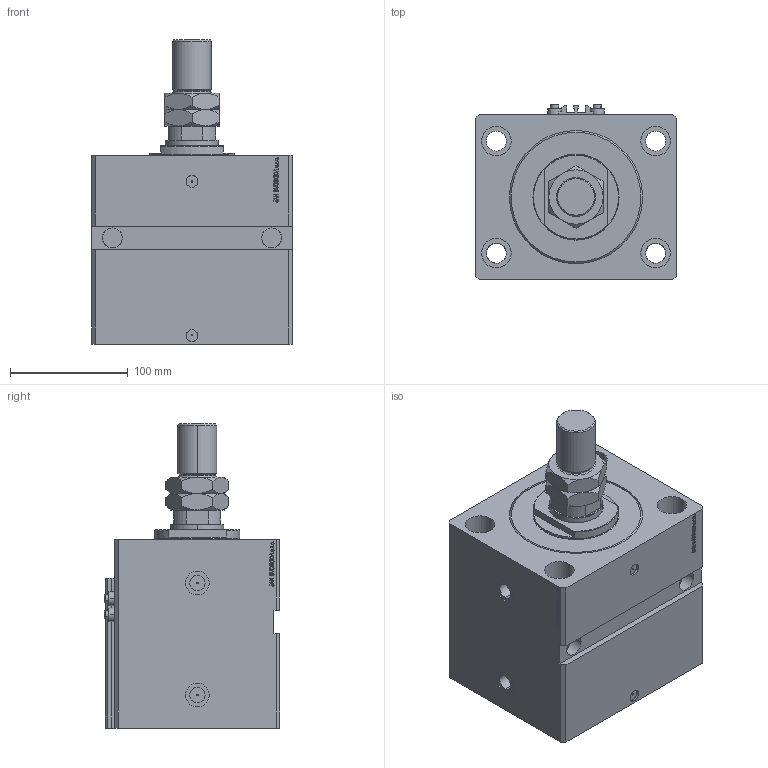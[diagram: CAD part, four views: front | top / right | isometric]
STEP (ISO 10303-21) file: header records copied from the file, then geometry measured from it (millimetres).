
FILE_DESCRIPTION (( 'STEP AP203' ), '1' );
FILE_NAME ('1bf6.STEP', '2022-04-09T15:06:16', ( '' ), ( '' ), 'SwSTEP 2.0', 'SolidWorks 2019', '' );
FILE_SCHEMA (( 'CONFIG_CONTROL_DESIGN' ));
Length unit declared in the file: millimetre
Products named in the file (6): 1bf6; V250CE_VC_E e597f07608b5c83046105987c02bfa55; V250CE_E_Body e597f07608b5c83046105987c02bfa55; V250CE_C_VCP e597f07608b5c83046105987c02bfa55; MTA e597f07608b5c83046105987c02bfa55; ALLEN BOLT V250CE e597f07608b5c83046105987c02bfa55
Assembly tree (8 placements, depth 2):
  1bf6
    V250CE_E_Body e597f07608b5c83046105987c02bfa55
    ALLEN BOLT V250CE e597f07608b5c83046105987c02bfa55  x4
    V250CE_C_VCP e597f07608b5c83046105987c02bfa55
    V250CE_VC_E e597f07608b5c83046105987c02bfa55
    MTA e597f07608b5c83046105987c02bfa55
Bounding box: 170 x 149 x 257.9 mm (x, y, z)
Volume: 3369423.5 mm3; surface area: 350907 mm2
Topology: 9 solids, 9 shells, 1152 faces, 2856 edges, 1853 vertices
Faces by surface type: plane 562, bspline 368, cylinder 122, cone 84, torus 16
Entity records: 50137 total; most frequent: CARTESIAN_POINT 26107, ORIENTED_EDGE 5402, DIRECTION 3583, EDGE_CURVE 2701, VERTEX_POINT 1769, VECTOR 1621, LINE 1621, EDGE_LOOP 1214
